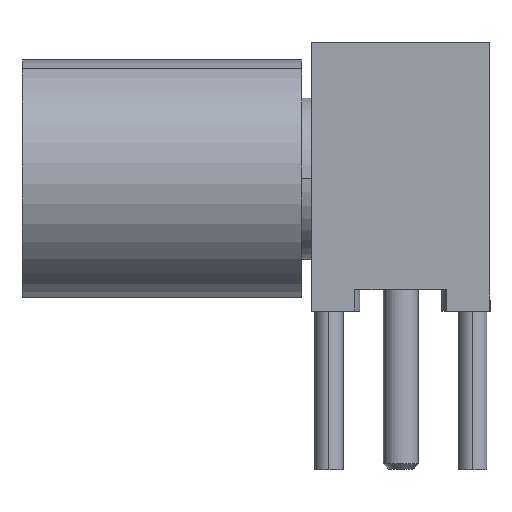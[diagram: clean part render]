
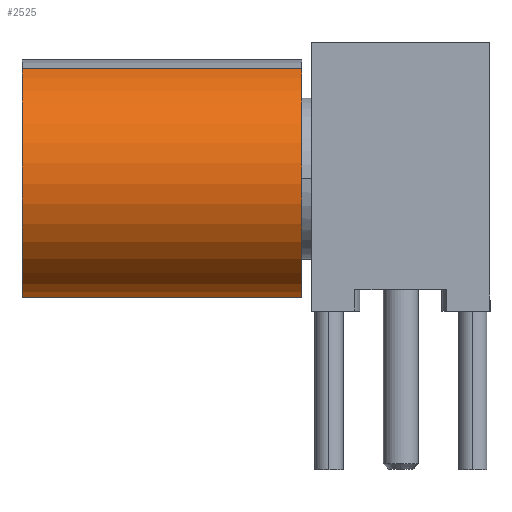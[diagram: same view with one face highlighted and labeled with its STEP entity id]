
A CAD part, top view. The second image highlights one B-rep face of the part: STEP entity #2525.
In plain terms, the highlighted cylindrical face has radius 2.1 mm (diameter 4.2 mm), a partial arc.
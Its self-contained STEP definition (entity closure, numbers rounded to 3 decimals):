
#88 = VECTOR ( 'NONE', #3091, 1000. ) ;
#105 = DIRECTION ( 'NONE',  ( 0., 0., -1. ) ) ;
#324 = CARTESIAN_POINT ( 'NONE',  ( -0.802, -1.941, 5.115 ) ) ;
#471 = VERTEX_POINT ( 'NONE', #324 ) ;
#582 = DIRECTION ( 'NONE',  ( -0.382, -0.924, 0. ) ) ;
#651 = VERTEX_POINT ( 'NONE', #2302 ) ;
#688 = DIRECTION ( 'NONE',  ( 0., 0., -1. ) ) ;
#769 = CIRCLE ( 'NONE', #2243, 2.1 ) ;
#795 = CIRCLE ( 'NONE', #1133, 2.1 ) ;
#811 = ORIENTED_EDGE ( 'NONE', *, *, #1121, .F. ) ;
#831 = ORIENTED_EDGE ( 'NONE', *, *, #2361, .F. ) ;
#1042 = CARTESIAN_POINT ( 'NONE',  ( 0.802, 1.941, 0.175 ) ) ;
#1121 = EDGE_CURVE ( 'NONE', #2225, #3057, #769, .T. ) ;
#1133 = AXIS2_PLACEMENT_3D ( 'NONE', #2826, #688, #2814 ) ;
#1146 = CARTESIAN_POINT ( 'NONE',  ( -0.802, -1.941, 0.175 ) ) ;
#1344 = CYLINDRICAL_SURFACE ( 'NONE', #2807, 2.1 ) ;
#1379 = LINE ( 'NONE', #1146, #88 ) ;
#1396 = ORIENTED_EDGE ( 'NONE', *, *, #2614, .T. ) ;
#1667 = DIRECTION ( 'NONE',  ( -0.382, -0.924, 0. ) ) ;
#1749 = LINE ( 'NONE', #3033, #2761 ) ;
#1815 = EDGE_LOOP ( 'NONE', ( #831, #2586, #1396, #811 ) ) ;
#1859 = EDGE_CURVE ( 'NONE', #651, #471, #795, .T. ) ;
#1878 = DIRECTION ( 'NONE',  ( 0., 0., -1. ) ) ;
#2110 = FACE_OUTER_BOUND ( 'NONE', #1815, .T. ) ;
#2212 = CARTESIAN_POINT ( 'NONE',  ( -0.802, -1.941, 0.175 ) ) ;
#2225 = VERTEX_POINT ( 'NONE', #1042 ) ;
#2243 = AXIS2_PLACEMENT_3D ( 'NONE', #3012, #105, #582 ) ;
#2302 = CARTESIAN_POINT ( 'NONE',  ( 0.802, 1.941, 5.115 ) ) ;
#2361 = EDGE_CURVE ( 'NONE', #651, #2225, #1749, .T. ) ;
#2400 = CARTESIAN_POINT ( 'NONE',  ( 0., 0., 0.175 ) ) ;
#2525 = ADVANCED_FACE ( 'NONE', ( #2110 ), #1344, .T. ) ;
#2586 = ORIENTED_EDGE ( 'NONE', *, *, #1859, .T. ) ;
#2614 = EDGE_CURVE ( 'NONE', #471, #3057, #1379, .T. ) ;
#2761 = VECTOR ( 'NONE', #2806, 1000. ) ;
#2806 = DIRECTION ( 'NONE',  ( 0., 0., -1. ) ) ;
#2807 = AXIS2_PLACEMENT_3D ( 'NONE', #2400, #1878, #1667 ) ;
#2814 = DIRECTION ( 'NONE',  ( -0.382, -0.924, 0. ) ) ;
#2826 = CARTESIAN_POINT ( 'NONE',  ( 0., 0., 5.115 ) ) ;
#3012 = CARTESIAN_POINT ( 'NONE',  ( 0., 0., 0.175 ) ) ;
#3033 = CARTESIAN_POINT ( 'NONE',  ( 0.802, 1.941, 0.175 ) ) ;
#3057 = VERTEX_POINT ( 'NONE', #2212 ) ;
#3091 = DIRECTION ( 'NONE',  ( 0., 0., -1. ) ) ;
